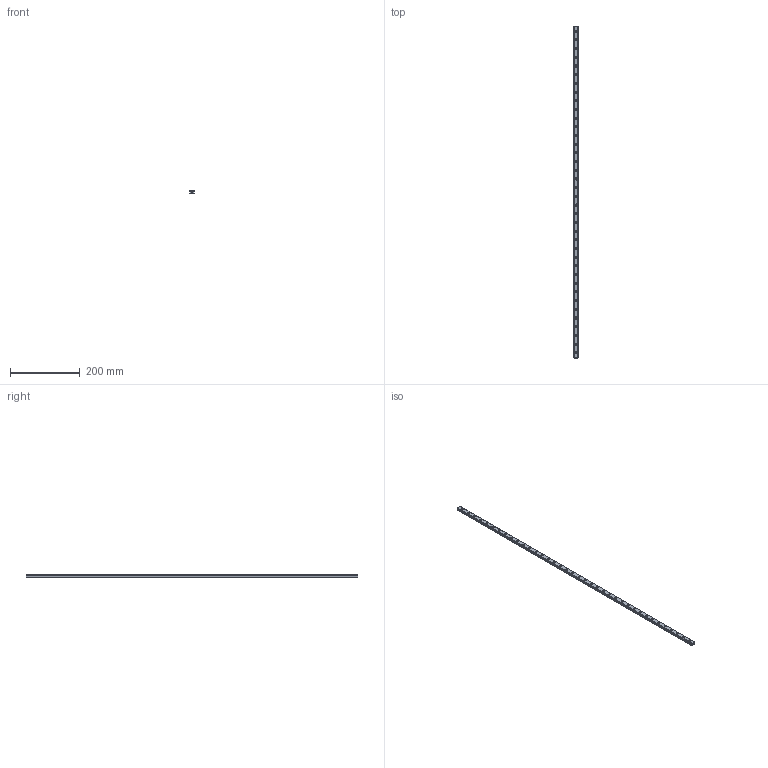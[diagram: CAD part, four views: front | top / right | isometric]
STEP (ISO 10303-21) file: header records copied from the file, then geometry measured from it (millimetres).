
FILE_DESCRIPTION(('STEP AP214'),'1');
FILE_NAME('cctmp_AFDE4779-3A07-4E25-ADC6-D8637FB2A6D7_2021_02_19_11_02_30_0451..stp','2021-02-19T10:02:30',('HIWIN GmbH'),('CADClick - www.CADClick.com'),'Spatial InterOp 3D',' ','unknown authorization');
FILE_SCHEMA(('AUTOMOTIVE_DESIGN'));
Length unit declared in the file: millimetre
Products named in the file (1): MGNR12R955CM_FILE
Bounding box: 12 x 955 x 8 mm (x, y, z)
Volume: 81822 mm3; surface area: 47535.6 mm2
Topology: 1 solids, 1 shells, 437 faces, 951 edges, 634 vertices
Faces by surface type: cylinder 244, plane 193
Entity records: 15673 total; most frequent: DIRECTION 2315, CARTESIAN_POINT 2023, ORIENTED_EDGE 1902, EDGE_CURVE 951, AXIS2_PLACEMENT_3D 926, VERTEX_POINT 634, EDGE_LOOP 555, CIRCLE 488
